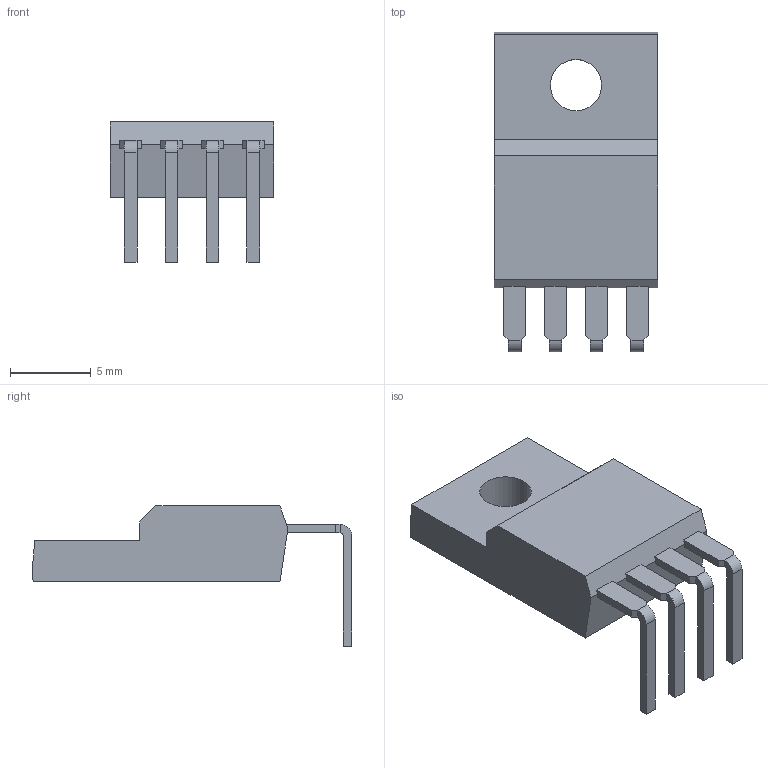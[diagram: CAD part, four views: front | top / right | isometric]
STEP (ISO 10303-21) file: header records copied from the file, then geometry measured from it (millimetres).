
FILE_DESCRIPTION(('FreeCAD Model'),'2;1');
FILE_NAME('TO-220F-4.stp', '2018-12-01T18:06:25',('Author'),(''), 'Open CASCADE STEP processor 6.8','FreeCAD','Unknown');
FILE_SCHEMA(('AUTOMOTIVE_DESIGN_CC2 { 1 2 10303 214 -1 1 5 4 }'));
Length unit declared in the file: millimetre
Products named in the file (6): ASSEMBLY; Leads004; Leads002; Leads003; Leads001; Body
Assembly tree (5 placements, depth 2):
  ASSEMBLY
    Leads004
    Leads002
    Leads003
    Leads001
    Body
Bounding box: 10.16 x 19.83 x 8.7 mm (x, y, z)
Volume: 594.1 mm3; surface area: 661.1 mm2
Topology: 5 solids, 5 shells, 72 faces, 186 edges, 124 vertices
Faces by surface type: plane 63, cylinder 9
Full cylindrical faces by diameter (mm): 3.18 x1
Entity records: 4846 total; most frequent: CARTESIAN_POINT 904, DIRECTION 720, LINE 518, VECTOR 518, ORIENTED_EDGE 372, PCURVE 372, DEFINITIONAL_REPRESENTATION 372, EDGE_CURVE 186
